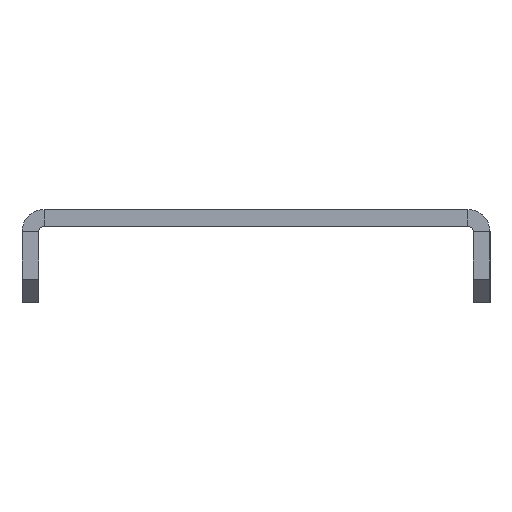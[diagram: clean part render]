
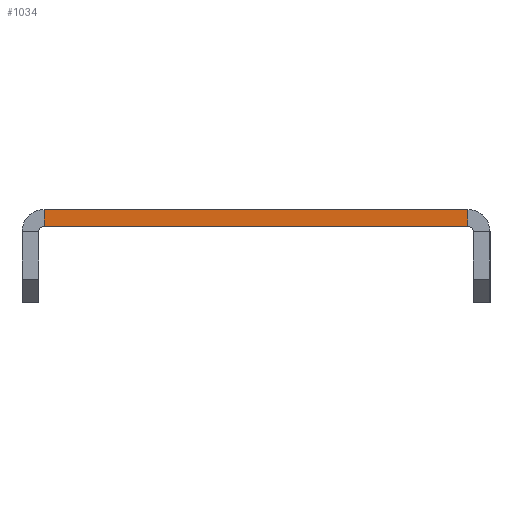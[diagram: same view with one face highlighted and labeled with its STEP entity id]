
A CAD part, left-side view. The second image highlights one B-rep face of the part: STEP entity #1034.
In plain terms, the highlighted planar face has unit normal (-1, 0, 0).
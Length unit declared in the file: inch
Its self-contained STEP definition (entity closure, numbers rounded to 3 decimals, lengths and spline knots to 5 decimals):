
#137 = VERTEX_POINT ( 'NONE', #1206 ) ;
#160 = VERTEX_POINT ( 'NONE', #1108 ) ;
#195 = CARTESIAN_POINT ( 'NONE',  ( 0., 0.119, -0.09 ) ) ;
#340 = DIRECTION ( 'NONE',  ( 0., 0., 1. ) ) ;
#352 = PLANE ( 'NONE',  #1300 ) ;
#371 = VERTEX_POINT ( 'NONE', #2358 ) ;
#375 = CARTESIAN_POINT ( 'NONE',  ( 0., 2.42969, -0.119 ) ) ;
#379 = DIRECTION ( 'NONE',  ( -1., 0., 0. ) ) ;
#817 = LINE ( 'NONE', #195, #833 ) ;
#821 = VECTOR ( 'NONE', #1068, 39.37008 ) ;
#827 = LINE ( 'NONE', #1088, #821 ) ;
#830 = LINE ( 'NONE', #1064, #842 ) ;
#833 = VECTOR ( 'NONE', #1053, 39.37008 ) ;
#842 = VECTOR ( 'NONE', #1143, 39.37008 ) ;
#879 = VECTOR ( 'NONE', #1246, 39.37008 ) ;
#895 = LINE ( 'NONE', #1283, #879 ) ;
#979 = CARTESIAN_POINT ( 'NONE',  ( 0., 0.119, -0.09 ) ) ;
#1034 = ADVANCED_FACE ( 'NONE', ( #1422 ), #352, .T. ) ;
#1053 = DIRECTION ( 'NONE',  ( 0., 0., 1. ) ) ;
#1064 = CARTESIAN_POINT ( 'NONE',  ( 0., 0., -0.09 ) ) ;
#1068 = DIRECTION ( 'NONE',  ( 0., -1., 0. ) ) ;
#1088 = CARTESIAN_POINT ( 'NONE',  ( 0., 0., 0. ) ) ;
#1108 = CARTESIAN_POINT ( 'NONE',  ( 0., 2.40069, -0.09 ) ) ;
#1143 = DIRECTION ( 'NONE',  ( 0., -1., 0. ) ) ;
#1206 = CARTESIAN_POINT ( 'NONE',  ( 0., 2.40069, 0. ) ) ;
#1246 = DIRECTION ( 'NONE',  ( 0., 0., -1. ) ) ;
#1283 = CARTESIAN_POINT ( 'NONE',  ( 0., 2.40069, 0. ) ) ;
#1300 = AXIS2_PLACEMENT_3D ( 'NONE', #375, #379, #340 ) ;
#1422 = FACE_OUTER_BOUND ( 'NONE', #2216, .T. ) ;
#1651 = ORIENTED_EDGE ( 'NONE', *, *, #1706, .T. ) ;
#1706 = EDGE_CURVE ( 'NONE', #137, #160, #895, .T. ) ;
#1726 = EDGE_CURVE ( 'NONE', #137, #371, #827, .T. ) ;
#1728 = EDGE_CURVE ( 'NONE', #160, #1746, #830, .T. ) ;
#1733 = EDGE_CURVE ( 'NONE', #1746, #371, #817, .T. ) ;
#1736 = ORIENTED_EDGE ( 'NONE', *, *, #1726, .F. ) ;
#1741 = ORIENTED_EDGE ( 'NONE', *, *, #1733, .T. ) ;
#1746 = VERTEX_POINT ( 'NONE', #979 ) ;
#1884 = ORIENTED_EDGE ( 'NONE', *, *, #1728, .T. ) ;
#2216 = EDGE_LOOP ( 'NONE', ( #1736, #1651, #1884, #1741 ) ) ;
#2358 = CARTESIAN_POINT ( 'NONE',  ( 0., 0.119, 0. ) ) ;
